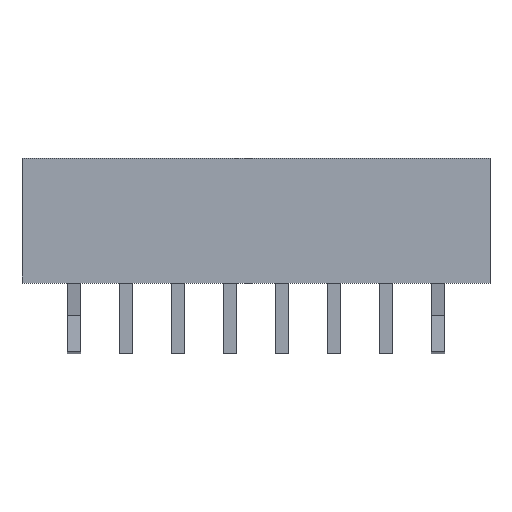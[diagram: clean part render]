
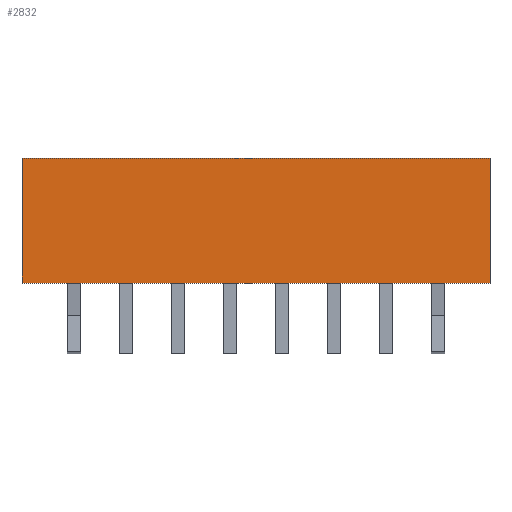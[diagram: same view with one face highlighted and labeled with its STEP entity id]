
A CAD part, front view. The second image highlights one B-rep face of the part: STEP entity #2832.
In plain terms, the highlighted planar face has unit normal (0, -1, 0).
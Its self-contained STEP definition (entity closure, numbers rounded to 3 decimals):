
#34=DIRECTION('',(0.,0.,-1.));
#35=VECTOR('',#34,6.);
#36=CARTESIAN_POINT('',(-11.25,0.,0.));
#37=LINE('',#36,#35);
#170=DIRECTION('',(0.,0.,-1.));
#171=VECTOR('',#170,6.);
#172=CARTESIAN_POINT('',(11.25,0.,0.));
#173=LINE('',#172,#171);
#726=DIRECTION('',(1.,0.,0.));
#727=VECTOR('',#726,22.5);
#728=CARTESIAN_POINT('',(-11.25,0.,0.));
#729=LINE('',#728,#727);
#730=DIRECTION('',(1.,0.,0.));
#731=VECTOR('',#730,22.5);
#732=CARTESIAN_POINT('',(-11.25,0.,-6.));
#733=LINE('',#732,#731);
#1474=CARTESIAN_POINT('',(-11.25,0.,-6.));
#1476=VERTEX_POINT('',#1474);
#1478=CARTESIAN_POINT('',(-11.25,0.,0.));
#1479=VERTEX_POINT('',#1478);
#1480=CARTESIAN_POINT('',(11.25,0.,-6.));
#1482=VERTEX_POINT('',#1480);
#1484=CARTESIAN_POINT('',(11.25,0.,0.));
#1485=VERTEX_POINT('',#1484);
#2820=CARTESIAN_POINT('',(-11.25,0.,0.));
#2821=DIRECTION('',(0.,-1.,0.));
#2822=DIRECTION('',(0.,0.,-1.));
#2823=AXIS2_PLACEMENT_3D('',#2820,#2821,#2822);
#2824=PLANE('',#2823);
#2825=ORIENTED_EDGE('',*,*,#1987,.F.);
#2826=ORIENTED_EDGE('',*,*,#2813,.T.);
#2827=ORIENTED_EDGE('',*,*,#2128,.T.);
#2829=ORIENTED_EDGE('',*,*,#2828,.F.);
#2830=EDGE_LOOP('',(#2825,#2826,#2827,#2829));
#2831=FACE_OUTER_BOUND('',#2830,.F.);
#1987=EDGE_CURVE('',#1479,#1476,#37,.T.);
#2128=EDGE_CURVE('',#1485,#1482,#173,.T.);
#2813=EDGE_CURVE('',#1479,#1485,#729,.T.);
#2828=EDGE_CURVE('',#1476,#1482,#733,.T.);
#2832=ADVANCED_FACE('',(#2831),#2824,.T.);
